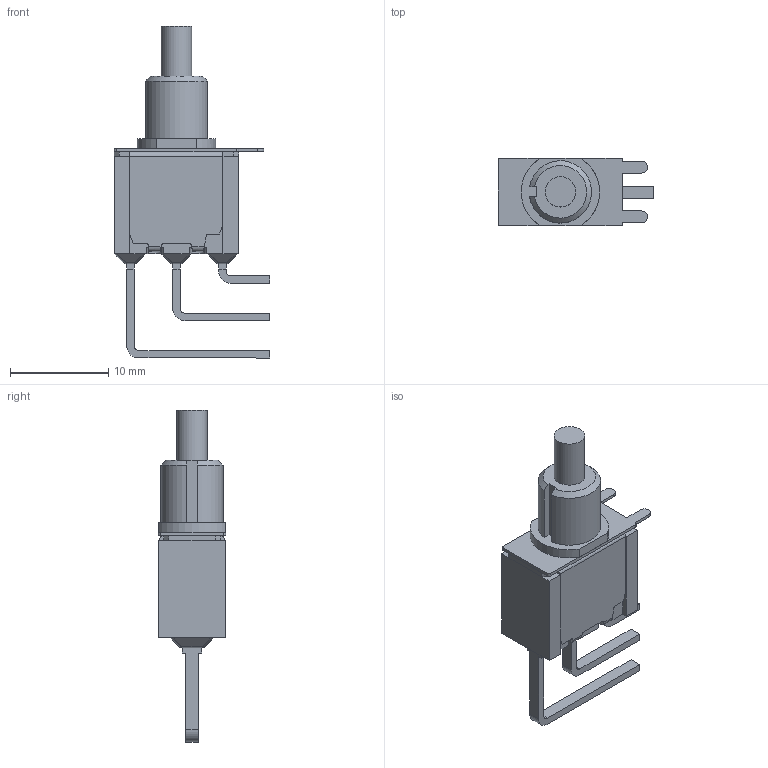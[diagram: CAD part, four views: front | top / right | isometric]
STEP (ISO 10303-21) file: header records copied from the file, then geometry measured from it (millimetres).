
FILE_DESCRIPTION(/* description */ (''),/* implementation_level */ '2;1');
FILE_NAME(/* name */ '700SP7B10M7xE.stp',/* time_stamp */ '2024-08-06T14:49:54-05:00',/* author */ ('jsteinblock'),/* organization */ (''),/* preprocessor_version */ 'ST-DEVELOPER v18.1',/* originating_system */ 'Autodesk Inventor 2022',/* authorisation */ '');
FILE_SCHEMA (('AUTOMOTIVE_DESIGN { 1 0 10303 214 3 1 1 }'));
Length unit declared in the file: inch
Products named in the file (1): 700SP7B10M7xE
Bounding box: 15.88 x 6.9 x 33.84 mm (x, y, z)
Volume: 1237.8 mm3; surface area: 1241.9 mm2
Topology: 2 solids, 5 shells, 351 faces, 925 edges, 582 vertices
Faces by surface type: plane 209, cylinder 75, bspline 54, sphere 12, cone 1
Full cylindrical faces by diameter (mm): 3.1 x2
Entity records: 11004 total; most frequent: CARTESIAN_POINT 2637, ORIENTED_EDGE 1826, DIRECTION 1550, EDGE_CURVE 913, LINE 644, VECTOR 644, VERTEX_POINT 582, AXIS2_PLACEMENT_3D 453
